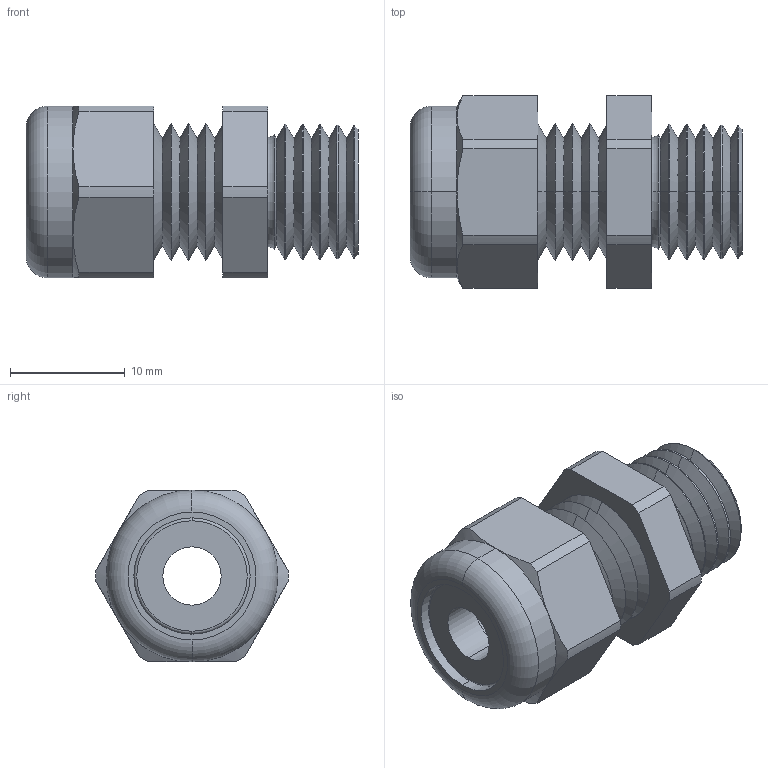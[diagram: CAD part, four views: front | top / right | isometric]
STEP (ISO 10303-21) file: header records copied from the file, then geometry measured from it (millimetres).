
FILE_DESCRIPTION (( 'STEP AP203' ), '1' );
FILE_NAME ('CD12MR-GY.STEP', '2008-06-13T18:19:48', ( 'BSI05' ), ( 'BAYSTATE' ), 'SwSTEP 2.0', 'SolidWorks 2007', '' );
FILE_SCHEMA (( 'CONFIG_CONTROL_DESIGN' ));
Length unit declared in the file: inch
Products named in the file (1): CD12MR-GY
Bounding box: 28.96 x 16.78 x 14.99 mm (x, y, z)
Volume: 3238 mm3; surface area: 2991.5 mm2
Topology: 2 solids, 2 shells, 108 faces, 236 edges, 136 vertices
Faces by surface type: cone 56, cylinder 24, plane 20, torus 8
Entity records: 3045 total; most frequent: DIRECTION 562, CARTESIAN_POINT 537, ORIENTED_EDGE 472, EDGE_CURVE 236, AXIS2_PLACEMENT_3D 229, VERTEX_POINT 136, CIRCLE 120, EDGE_LOOP 116
